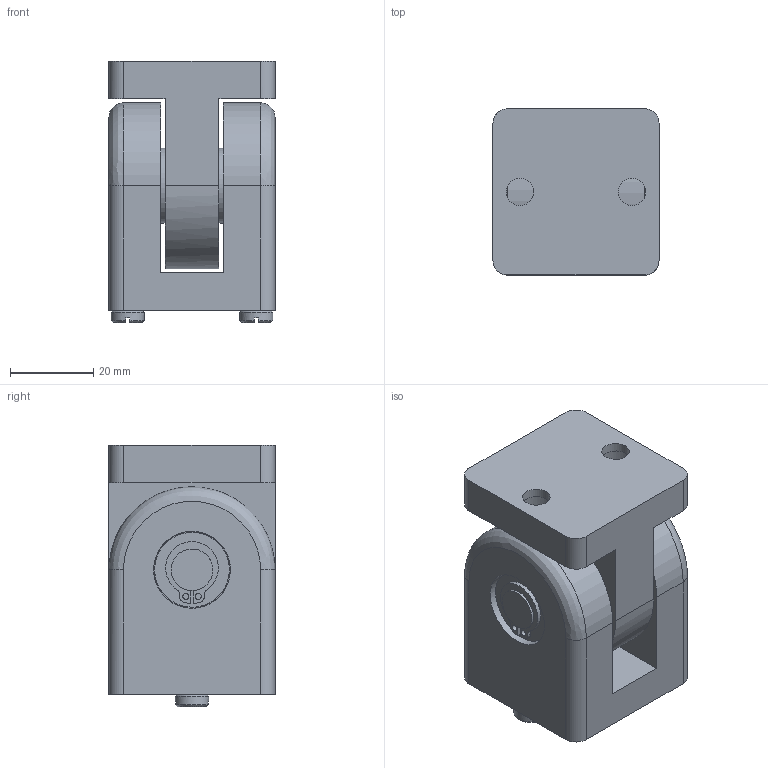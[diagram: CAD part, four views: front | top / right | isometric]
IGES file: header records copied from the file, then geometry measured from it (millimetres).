
Global section: file name: SZ1050N_A; native system: Autodesk Inventor 2015; preprocessor: unknown; author: D.Wölk,; organization: 11; date: 20151119.105458; units: millimetre
Bounding box: 40 x 40 x 63 mm (x, y, z)
Volume: 81243.3 mm3; surface area: 27983.8 mm2
Topology: 11 solids, 11 shells, 160 faces, 387 edges, 263 vertices
Faces by surface type: bspline 160
